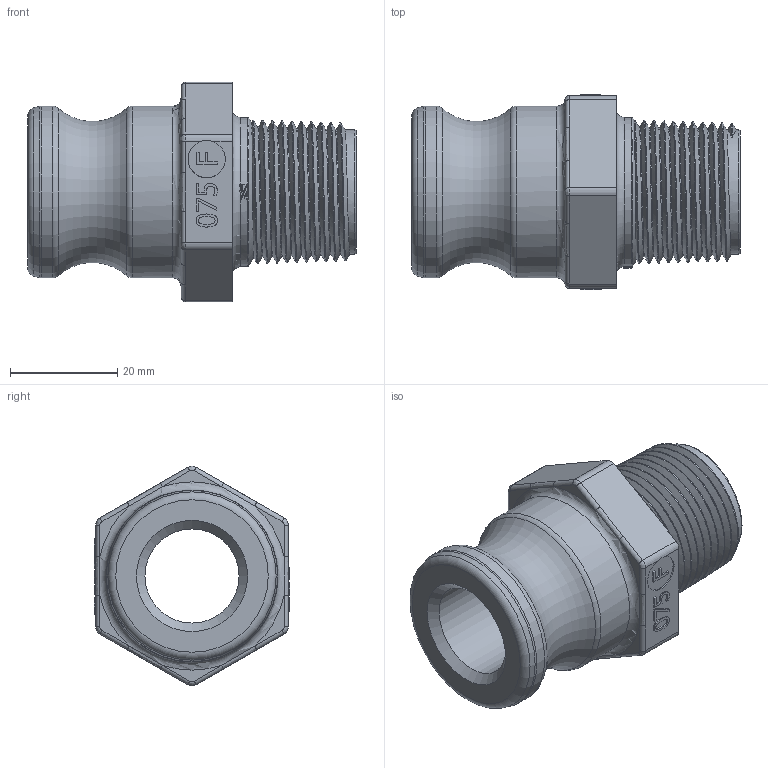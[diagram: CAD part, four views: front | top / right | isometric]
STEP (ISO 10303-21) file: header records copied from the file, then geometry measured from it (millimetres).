
FILE_DESCRIPTION(/* description */ ('3/4" Adapter x 3/4" Male Thd'),/* implementation_level */ '2;1');
FILE_NAME(/* name */ '075F.stp',/* time_stamp */ '2014-02-12T14:19:49-05:00',/* author */ ('DTruax'),/* organization */ (''),/* preprocessor_version */ 'ST-DEVELOPER v15.2',/* originating_system */ 'Autodesk Inventor 2014',/* authorisation */ '');
FILE_SCHEMA (('AUTOMOTIVE_DESIGN { 1 0 10303 214 3 1 1 }'));
Length unit declared in the file: inch
Products named in the file (1): 075F
Bounding box: 61.21 x 36.35 x 40.91 mm (x, y, z)
Surface area: 11676.3 mm2 (no closed solid volume)
Topology: 0 solids, 1 shells, 263 faces, 699 edges, 453 vertices
Faces by surface type: bspline 105, plane 102, cylinder 31, cone 16, torus 9
Full cylindrical faces by diameter (mm): 6.951 x1, 17.526 x1, 27.813 x1, 32.004 x2
Entity records: 27211 total; most frequent: CARTESIAN_POINT 21788, ORIENTED_EDGE 1278, DIRECTION 784, EDGE_CURVE 639, VERTEX_POINT 423, LINE 334, VECTOR 334, EDGE_LOOP 288
